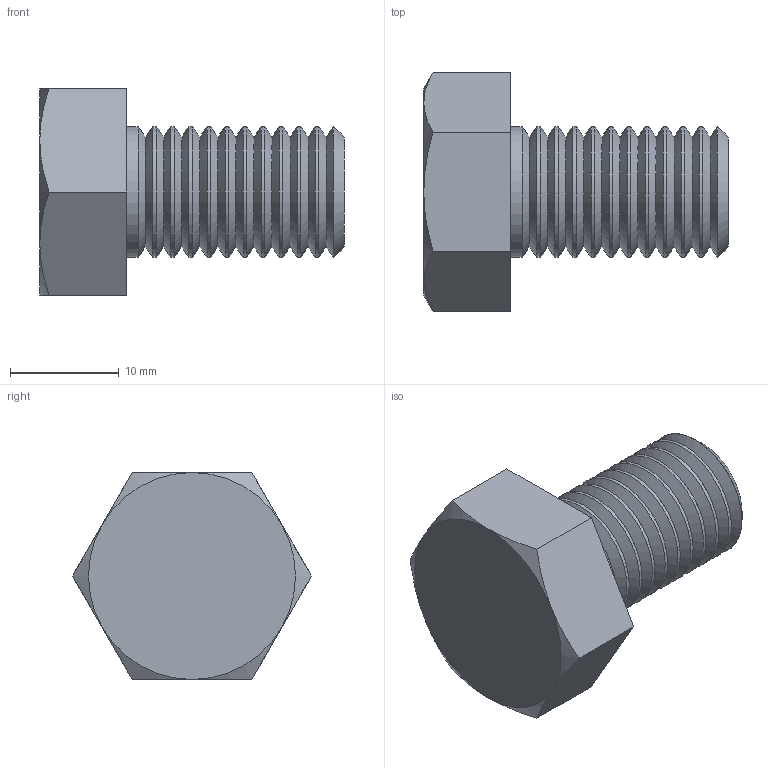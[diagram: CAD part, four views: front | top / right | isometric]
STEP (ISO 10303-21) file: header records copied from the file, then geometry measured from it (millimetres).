
FILE_DESCRIPTION (( 'STEP AP203' ), '1' );
FILE_NAME ('CLP1M-B-12-20 Áîëò øåñòèãðàííûé Ì12õ20.STEP', '2016-02-10T12:58:01', ( '' ), ( '' ), 'SwSTEP 2.0', 'SolidWorks 2014', '' );
FILE_SCHEMA (( 'CONFIG_CONTROL_DESIGN' ));
Length unit declared in the file: millimetre
Products named in the file (1): CLP1M-B-12-20 Áîëò øåñòèãðàííûé Ì12õ20
Bounding box: 27.95 x 21.94 x 19 mm (x, y, z)
Volume: 4468 mm3; surface area: 2203.1 mm2
Topology: 1 solids, 1 shells, 50 faces, 103 edges, 56 vertices
Faces by surface type: cone 29, cylinder 12, plane 9
Full cylindrical faces by diameter (mm): 12 x12
Entity records: 1217 total; most frequent: CARTESIAN_POINT 243, DIRECTION 198, ORIENTED_EDGE 132, AXIS2_PLACEMENT_3D 93, EDGE_LOOP 86, EDGE_CURVE 66, FACE_OUTER_BOUND 62, VERTEX_POINT 54
